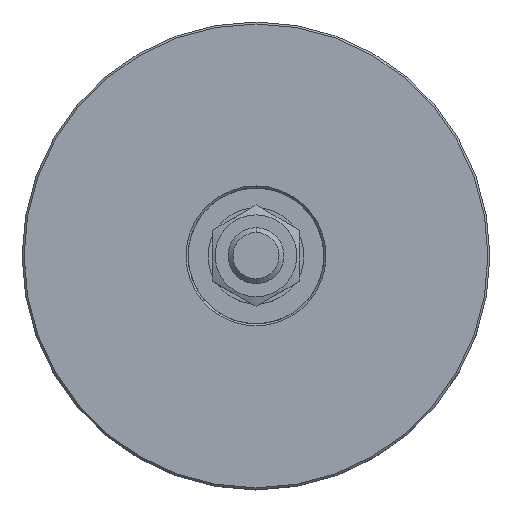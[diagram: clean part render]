
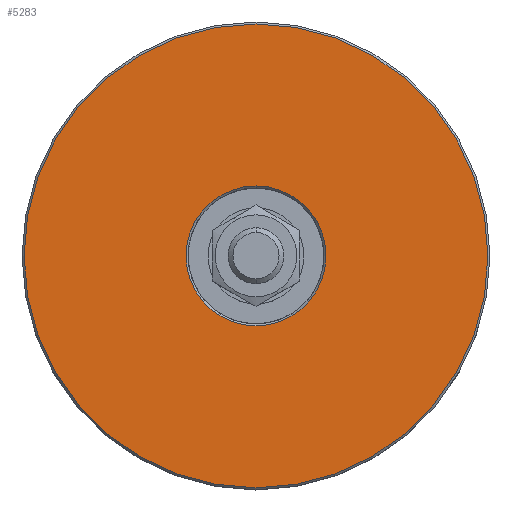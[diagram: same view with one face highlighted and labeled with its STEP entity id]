
A CAD part, top view. The second image highlights one B-rep face of the part: STEP entity #5283.
In plain terms, the highlighted planar face has unit normal (0, 0, 1).
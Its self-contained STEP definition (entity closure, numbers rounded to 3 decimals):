
#107 = EDGE_CURVE ( 'NONE', #7788, #8043, #2996, .T. ) ;
#248 = DIRECTION ( 'NONE',  ( 0., 0., -1. ) ) ;
#363 = CARTESIAN_POINT ( 'NONE',  ( 0., 16.636, 14. ) ) ;
#928 = CARTESIAN_POINT ( 'NONE',  ( 0., -0.364, 14. ) ) ;
#1130 = DIRECTION ( 'NONE',  ( -1., 0., 0. ) ) ;
#1713 = CARTESIAN_POINT ( 'NONE',  ( -17.5, -0.364, 14. ) ) ;
#2015 = DIRECTION ( 'NONE',  ( -1., 0., 0. ) ) ;
#2071 = FACE_BOUND ( 'NONE', #8099, .T. ) ;
#2077 = CARTESIAN_POINT ( 'NONE',  ( 0., -0.364, 14. ) ) ;
#2295 = VERTEX_POINT ( 'NONE', #6267 ) ;
#2341 = DIRECTION ( 'NONE',  ( -1., 0., 0. ) ) ;
#2444 = ORIENTED_EDGE ( 'NONE', *, *, #3951, .T. ) ;
#2695 = ORIENTED_EDGE ( 'NONE', *, *, #4338, .T. ) ;
#2716 = ORIENTED_EDGE ( 'NONE', *, *, #8503, .T. ) ;
#2996 = CIRCLE ( 'NONE', #8419, 58. ) ;
#3008 = CIRCLE ( 'NONE', #5108, 17.5 ) ;
#3016 = ORIENTED_EDGE ( 'NONE', *, *, #107, .T. ) ;
#3251 = CARTESIAN_POINT ( 'NONE',  ( -58., -0.364, 14. ) ) ;
#3838 = AXIS2_PLACEMENT_3D ( 'NONE', #8022, #8726, #3986 ) ;
#3868 = CIRCLE ( 'NONE', #3838, 17.5 ) ;
#3951 = EDGE_CURVE ( 'NONE', #8043, #7788, #7432, .T. ) ;
#3986 = DIRECTION ( 'NONE',  ( -1., 0., 0. ) ) ;
#4041 = DIRECTION ( 'NONE',  ( -1., 0., 0. ) ) ;
#4338 = EDGE_CURVE ( 'NONE', #2295, #5779, #3008, .T. ) ;
#4628 = DIRECTION ( 'NONE',  ( 0., 0., -1. ) ) ;
#4777 = FACE_OUTER_BOUND ( 'NONE', #8177, .T. ) ;
#5108 = AXIS2_PLACEMENT_3D ( 'NONE', #928, #248, #2341 ) ;
#5283 = ADVANCED_FACE ( 'NONE', ( #2071, #4777 ), #8746, .F. ) ;
#5401 = CARTESIAN_POINT ( 'NONE',  ( 0., -0.364, 14. ) ) ;
#5779 = VERTEX_POINT ( 'NONE', #1713 ) ;
#6267 = CARTESIAN_POINT ( 'NONE',  ( 17.5, -0.364, 14. ) ) ;
#6816 = DIRECTION ( 'NONE',  ( 0., 0., 1. ) ) ;
#6832 = AXIS2_PLACEMENT_3D ( 'NONE', #363, #4628, #1130 ) ;
#7432 = CIRCLE ( 'NONE', #8869, 58. ) ;
#7788 = VERTEX_POINT ( 'NONE', #8157 ) ;
#8022 = CARTESIAN_POINT ( 'NONE',  ( 0., -0.364, 14. ) ) ;
#8043 = VERTEX_POINT ( 'NONE', #3251 ) ;
#8099 = EDGE_LOOP ( 'NONE', ( #2695, #2716 ) ) ;
#8157 = CARTESIAN_POINT ( 'NONE',  ( 58., -0.364, 14. ) ) ;
#8177 = EDGE_LOOP ( 'NONE', ( #2444, #3016 ) ) ;
#8419 = AXIS2_PLACEMENT_3D ( 'NONE', #5401, #6816, #4041 ) ;
#8503 = EDGE_CURVE ( 'NONE', #5779, #2295, #3868, .T. ) ;
#8726 = DIRECTION ( 'NONE',  ( 0., 0., -1. ) ) ;
#8746 = PLANE ( 'NONE',  #6832 ) ;
#8869 = AXIS2_PLACEMENT_3D ( 'NONE', #2077, #9004, #2015 ) ;
#9004 = DIRECTION ( 'NONE',  ( 0., 0., 1. ) ) ;
